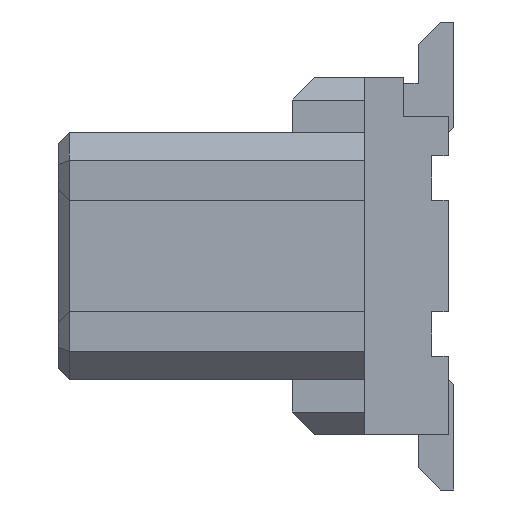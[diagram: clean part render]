
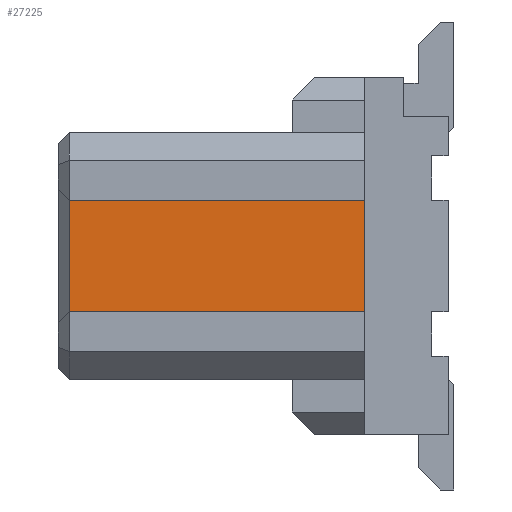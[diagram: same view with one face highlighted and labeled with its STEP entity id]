
A CAD part, left-side view. The second image highlights one B-rep face of the part: STEP entity #27225.
In plain terms, the highlighted planar face has unit normal (-1, 0, 0).
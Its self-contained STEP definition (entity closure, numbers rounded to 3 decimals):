
#2207=DIRECTION('',(0.,0.,-1.));
#2208=VECTOR('',#2207,1.);
#2209=CARTESIAN_POINT('',(-8.388,-1.375,0.5));
#2210=LINE('',#2209,#2208);
#5449=DIRECTION('',(0.,-1.,0.));
#5450=VECTOR('',#5449,2.65);
#5451=CARTESIAN_POINT('',(-8.388,1.275,-0.5));
#5452=LINE('',#5451,#5450);
#5473=DIRECTION('',(0.,0.,1.));
#5474=VECTOR('',#5473,1.);
#5475=CARTESIAN_POINT('',(-8.388,1.275,-0.5));
#5476=LINE('',#5475,#5474);
#5477=DIRECTION('',(0.,-1.,0.));
#5478=VECTOR('',#5477,2.65);
#5479=CARTESIAN_POINT('',(-8.388,1.275,0.5));
#5480=LINE('',#5479,#5478);
#16083=CARTESIAN_POINT('',(-8.388,-1.375,0.5));
#16084=CARTESIAN_POINT('',(-8.388,-1.375,-0.5));
#16085=VERTEX_POINT('',#16083);
#16086=VERTEX_POINT('',#16084);
#16277=CARTESIAN_POINT('',(-8.388,1.275,-0.5));
#16278=CARTESIAN_POINT('',(-8.388,1.275,0.5));
#16279=VERTEX_POINT('',#16277);
#16280=VERTEX_POINT('',#16278);
#27214=CARTESIAN_POINT('',(-8.388,1.375,0.5));
#27215=DIRECTION('',(1.,0.,0.));
#27216=DIRECTION('',(0.,0.,-1.));
#27217=AXIS2_PLACEMENT_3D('',#27214,#27215,#27216);
#27218=PLANE('',#27217);
#27219=ORIENTED_EDGE('',*,*,#27169,.T.);
#27220=ORIENTED_EDGE('',*,*,#27209,.T.);
#27221=ORIENTED_EDGE('',*,*,#22797,.T.);
#27222=ORIENTED_EDGE('',*,*,#27141,.F.);
#27223=EDGE_LOOP('',(#27219,#27220,#27221,#27222));
#27224=FACE_OUTER_BOUND('',#27223,.F.);
#27225=ADVANCED_FACE('',(#27224),#27218,.F.);
#22797=EDGE_CURVE('',#16085,#16086,#2210,.T.);
#27141=EDGE_CURVE('',#16279,#16086,#5452,.T.);
#27169=EDGE_CURVE('',#16279,#16280,#5476,.T.);
#27209=EDGE_CURVE('',#16280,#16085,#5480,.T.);
